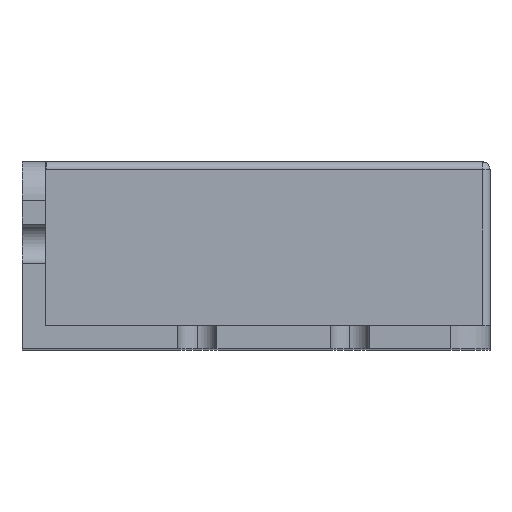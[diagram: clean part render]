
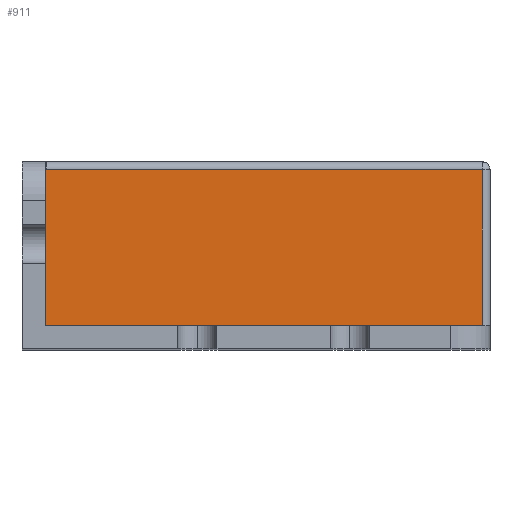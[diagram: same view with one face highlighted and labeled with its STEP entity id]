
A CAD part, top view. The second image highlights one B-rep face of the part: STEP entity #911.
In plain terms, the highlighted planar face has unit normal (0, 0, 1).
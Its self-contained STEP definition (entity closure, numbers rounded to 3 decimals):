
#136 = DIRECTION ( 'NONE',  ( 0., 0., -1. ) ) ;
#178 = CARTESIAN_POINT ( 'NONE',  ( -27., 11., 40.6 ) ) ;
#344 = LINE ( 'NONE', #5154, #5876 ) ;
#352 = DIRECTION ( 'NONE',  ( 0., 1., 0. ) ) ;
#393 = VERTEX_POINT ( 'NONE', #2245 ) ;
#457 = VECTOR ( 'NONE', #4341, 1000. ) ;
#719 = EDGE_CURVE ( 'NONE', #393, #2234, #2316, .T. ) ;
#911 = ADVANCED_FACE ( 'NONE', ( #1972 ), #4874, .F. ) ;
#1040 = ORIENTED_EDGE ( 'NONE', *, *, #2280, .F. ) ;
#1126 = EDGE_CURVE ( 'NONE', #5478, #4847, #344, .T. ) ;
#1321 = ORIENTED_EDGE ( 'NONE', *, *, #1126, .T. ) ;
#1791 = VECTOR ( 'NONE', #352, 1000. ) ;
#1972 = FACE_OUTER_BOUND ( 'NONE', #2132, .T. ) ;
#2009 = LINE ( 'NONE', #4506, #1791 ) ;
#2132 = EDGE_LOOP ( 'NONE', ( #1321, #2355, #4916, #1040, #6294 ) ) ;
#2234 = VERTEX_POINT ( 'NONE', #4191 ) ;
#2245 = CARTESIAN_POINT ( 'NONE',  ( 29., 11., 40.6 ) ) ;
#2280 = EDGE_CURVE ( 'NONE', #3120, #2234, #4568, .T. ) ;
#2316 = LINE ( 'NONE', #178, #457 ) ;
#2355 = ORIENTED_EDGE ( 'NONE', *, *, #6346, .T. ) ;
#2380 = DIRECTION ( 'NONE',  ( 0., 1., 0. ) ) ;
#2673 = CARTESIAN_POINT ( 'NONE',  ( -27., 11., 40.6 ) ) ;
#2714 = VECTOR ( 'NONE', #8392, 1000. ) ;
#2776 = CARTESIAN_POINT ( 'NONE',  ( -27., 12., 40.6 ) ) ;
#3120 = VERTEX_POINT ( 'NONE', #2673 ) ;
#3799 = CARTESIAN_POINT ( 'NONE',  ( 29., -9., 40.6 ) ) ;
#4191 = CARTESIAN_POINT ( 'NONE',  ( -26.9, 11., 40.6 ) ) ;
#4259 = CARTESIAN_POINT ( 'NONE',  ( -27., 11., 40.6 ) ) ;
#4341 = DIRECTION ( 'NONE',  ( -1., 0., 0. ) ) ;
#4506 = CARTESIAN_POINT ( 'NONE',  ( -27., 12., 40.6 ) ) ;
#4568 = LINE ( 'NONE', #4259, #2714 ) ;
#4847 = VERTEX_POINT ( 'NONE', #3799 ) ;
#4874 = PLANE ( 'NONE',  #5934 ) ;
#4916 = ORIENTED_EDGE ( 'NONE', *, *, #719, .T. ) ;
#4988 = DIRECTION ( 'NONE',  ( -1., 0., 0. ) ) ;
#5154 = CARTESIAN_POINT ( 'NONE',  ( -27., -9., 40.6 ) ) ;
#5177 = CARTESIAN_POINT ( 'NONE',  ( -27., -9., 40.6 ) ) ;
#5214 = VECTOR ( 'NONE', #2380, 1000. ) ;
#5478 = VERTEX_POINT ( 'NONE', #5177 ) ;
#5876 = VECTOR ( 'NONE', #7894, 1000. ) ;
#5934 = AXIS2_PLACEMENT_3D ( 'NONE', #2776, #136, #4988 ) ;
#6294 = ORIENTED_EDGE ( 'NONE', *, *, #6780, .F. ) ;
#6346 = EDGE_CURVE ( 'NONE', #4847, #393, #7025, .T. ) ;
#6780 = EDGE_CURVE ( 'NONE', #5478, #3120, #2009, .T. ) ;
#7025 = LINE ( 'NONE', #7214, #5214 ) ;
#7214 = CARTESIAN_POINT ( 'NONE',  ( 29., 12., 40.6 ) ) ;
#7894 = DIRECTION ( 'NONE',  ( 1., 0., 0. ) ) ;
#8392 = DIRECTION ( 'NONE',  ( 1., 0., 0. ) ) ;
